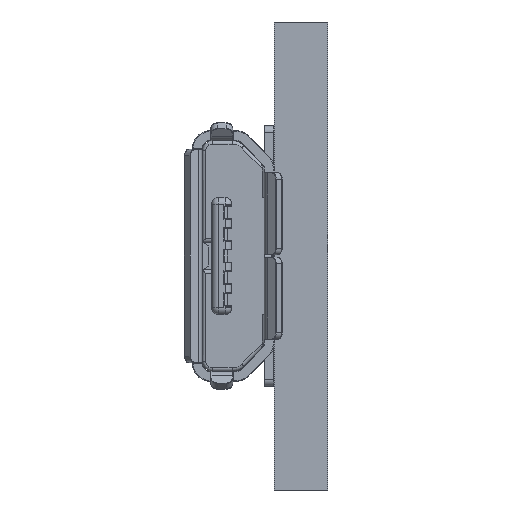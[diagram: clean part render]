
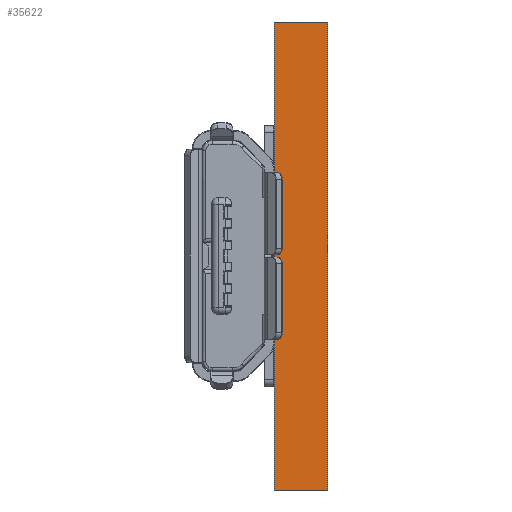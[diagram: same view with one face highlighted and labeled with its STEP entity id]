
A CAD part, left-side view. The second image highlights one B-rep face of the part: STEP entity #35622.
In plain terms, the highlighted planar face has unit normal (-1, 0, 0).
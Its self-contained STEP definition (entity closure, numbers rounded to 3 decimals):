
#216 = PLANE ( 'NONE',  #12192 ) ;
#1578 = VERTEX_POINT ( 'NONE', #24739 ) ;
#2911 = VERTEX_POINT ( 'NONE', #39027 ) ;
#4724 = DIRECTION ( 'NONE',  ( 0., 0., -1. ) ) ;
#5230 = VERTEX_POINT ( 'NONE', #27540 ) ;
#5292 = VECTOR ( 'NONE', #20970, 1000. ) ;
#5986 = ORIENTED_EDGE ( 'NONE', *, *, #36483, .F. ) ;
#6357 = CARTESIAN_POINT ( 'NONE',  ( -8.5, 1.6, -7. ) ) ;
#8200 = LINE ( 'NONE', #14359, #17223 ) ;
#8366 = DIRECTION ( 'NONE',  ( 0., -1., 0. ) ) ;
#8851 = CARTESIAN_POINT ( 'NONE',  ( -8.5, 0., -7. ) ) ;
#9526 = DIRECTION ( 'NONE',  ( 1., 0., 0. ) ) ;
#9713 = CARTESIAN_POINT ( 'NONE',  ( -8.5, 0., -7. ) ) ;
#10271 = LINE ( 'NONE', #22391, #32181 ) ;
#12040 = EDGE_CURVE ( 'NONE', #2911, #31286, #8200, .T. ) ;
#12192 = AXIS2_PLACEMENT_3D ( 'NONE', #6357, #9526, #4724 ) ;
#12434 = LINE ( 'NONE', #8851, #5292 ) ;
#13905 = VECTOR ( 'NONE', #8366, 1000. ) ;
#14359 = CARTESIAN_POINT ( 'NONE',  ( -8.5, 1.6, -7. ) ) ;
#17223 = VECTOR ( 'NONE', #36754, 1000. ) ;
#19210 = DIRECTION ( 'NONE',  ( 0., 0., 1. ) ) ;
#20913 = EDGE_CURVE ( 'NONE', #2911, #5230, #10271, .T. ) ;
#20970 = DIRECTION ( 'NONE',  ( 0., 0., 1. ) ) ;
#22391 = CARTESIAN_POINT ( 'NONE',  ( -8.5, 1.6, -7. ) ) ;
#24303 = EDGE_LOOP ( 'NONE', ( #32178, #5986, #36098, #26270 ) ) ;
#24739 = CARTESIAN_POINT ( 'NONE',  ( -8.5, 0., 7. ) ) ;
#25082 = LINE ( 'NONE', #34186, #13905 ) ;
#26270 = ORIENTED_EDGE ( 'NONE', *, *, #12040, .T. ) ;
#27540 = CARTESIAN_POINT ( 'NONE',  ( -8.5, 1.6, 7. ) ) ;
#27876 = EDGE_CURVE ( 'NONE', #31286, #1578, #12434, .T. ) ;
#31286 = VERTEX_POINT ( 'NONE', #9713 ) ;
#32178 = ORIENTED_EDGE ( 'NONE', *, *, #27876, .T. ) ;
#32181 = VECTOR ( 'NONE', #19210, 1000. ) ;
#32971 = FACE_OUTER_BOUND ( 'NONE', #24303, .T. ) ;
#34186 = CARTESIAN_POINT ( 'NONE',  ( -8.5, 1.6, 7. ) ) ;
#35622 = ADVANCED_FACE ( 'NONE', ( #32971 ), #216, .F. ) ;
#36098 = ORIENTED_EDGE ( 'NONE', *, *, #20913, .F. ) ;
#36483 = EDGE_CURVE ( 'NONE', #5230, #1578, #25082, .T. ) ;
#36754 = DIRECTION ( 'NONE',  ( 0., -1., 0. ) ) ;
#39027 = CARTESIAN_POINT ( 'NONE',  ( -8.5, 1.6, -7. ) ) ;
